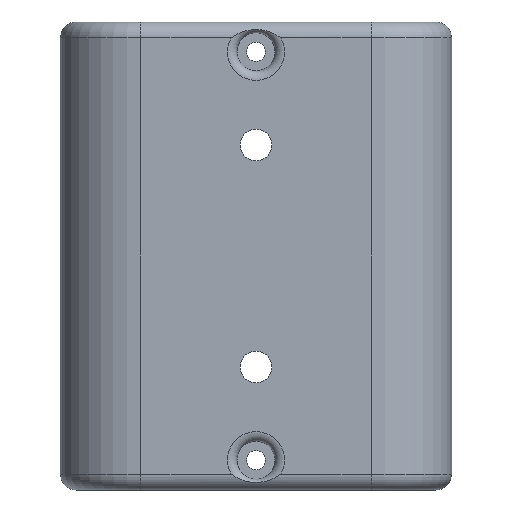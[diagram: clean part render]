
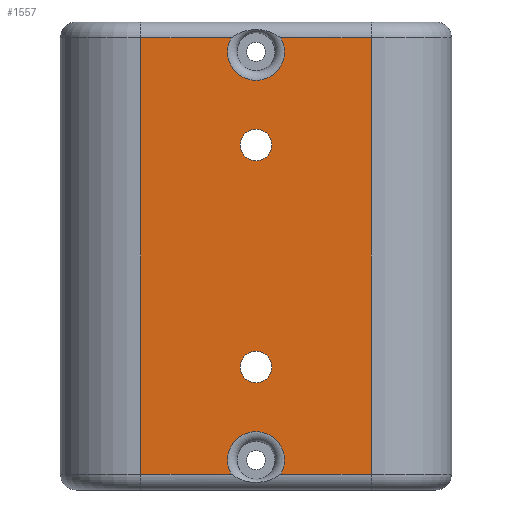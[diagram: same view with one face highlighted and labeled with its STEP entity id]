
A CAD part, front view. The second image highlights one B-rep face of the part: STEP entity #1557.
In plain terms, the highlighted planar face has unit normal (0, -1, 0).
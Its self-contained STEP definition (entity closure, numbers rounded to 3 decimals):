
#27=FACE_BOUND('',#503,.T.);
#28=FACE_BOUND('',#504,.T.);
#44=PLANE('',#1685);
#91=LINE('',#2377,#231);
#93=LINE('',#2381,#233);
#100=LINE('',#2408,#240);
#101=LINE('',#2447,#241);
#103=LINE('',#2451,#243);
#107=LINE('',#2464,#247);
#231=VECTOR('',#1846,10.);
#233=VECTOR('',#1850,10.);
#240=VECTOR('',#1877,10.);
#241=VECTOR('',#1898,10.);
#243=VECTOR('',#1902,10.);
#247=VECTOR('',#1918,10.);
#412=FACE_OUTER_BOUND('',#502,.T.);
#502=EDGE_LOOP('',(#1127,#1128,#1129,#1130,#1131,#1132,#1133,#1134,#1135));
#503=EDGE_LOOP('',(#1136));
#504=EDGE_LOOP('',(#1137));
#606=CIRCLE('',#1670,4.5);
#616=CIRCLE('',#1686,4.5);
#617=CIRCLE('',#1687,4.5);
#618=CIRCLE('',#1688,2.5);
#619=CIRCLE('',#1689,2.5);
#679=VERTEX_POINT('',#2341);
#681=VERTEX_POINT('',#2347);
#683=VERTEX_POINT('',#2363);
#684=VERTEX_POINT('',#2376);
#695=VERTEX_POINT('',#2407);
#699=VERTEX_POINT('',#2422);
#700=VERTEX_POINT('',#2423);
#701=VERTEX_POINT('',#2446);
#706=VERTEX_POINT('',#2466);
#707=VERTEX_POINT('',#2469);
#708=VERTEX_POINT('',#2471);
#835=EDGE_CURVE('',#683,#684,#91,.T.);
#838=EDGE_CURVE('',#679,#681,#93,.T.);
#851=EDGE_CURVE('',#684,#695,#100,.T.);
#853=EDGE_CURVE('',#681,#683,#606,.T.);
#860=EDGE_CURVE('',#700,#701,#101,.T.);
#863=EDGE_CURVE('',#695,#699,#103,.T.);
#870=EDGE_CURVE('',#679,#701,#107,.T.);
#871=EDGE_CURVE('',#706,#700,#616,.T.);
#872=EDGE_CURVE('',#699,#706,#617,.T.);
#873=EDGE_CURVE('',#707,#707,#618,.T.);
#874=EDGE_CURVE('',#708,#708,#619,.T.);
#1127=ORIENTED_EDGE('',*,*,#838,.F.);
#1128=ORIENTED_EDGE('',*,*,#870,.T.);
#1129=ORIENTED_EDGE('',*,*,#860,.F.);
#1130=ORIENTED_EDGE('',*,*,#871,.F.);
#1131=ORIENTED_EDGE('',*,*,#872,.F.);
#1132=ORIENTED_EDGE('',*,*,#863,.F.);
#1133=ORIENTED_EDGE('',*,*,#851,.F.);
#1134=ORIENTED_EDGE('',*,*,#835,.F.);
#1135=ORIENTED_EDGE('',*,*,#853,.F.);
#1136=ORIENTED_EDGE('',*,*,#873,.T.);
#1137=ORIENTED_EDGE('',*,*,#874,.T.);
#1557=ADVANCED_FACE('',(#412,#27,#28),#44,.T.);
#1670=AXIS2_PLACEMENT_3D('',#2411,#1882,#1883);
#1685=AXIS2_PLACEMENT_3D('',#2465,#1919,#1920);
#1686=AXIS2_PLACEMENT_3D('',#2467,#1921,#1922);
#1687=AXIS2_PLACEMENT_3D('',#2468,#1923,#1924);
#1688=AXIS2_PLACEMENT_3D('',#2470,#1925,#1926);
#1689=AXIS2_PLACEMENT_3D('',#2472,#1927,#1928);
#1846=DIRECTION('',(-1.,0.,0.));
#1850=DIRECTION('',(-1.,0.,0.));
#1877=DIRECTION('',(0.,0.,1.));
#1882=DIRECTION('center_axis',(0.,-1.,0.));
#1883=DIRECTION('ref_axis',(1.,0.,0.));
#1898=DIRECTION('',(1.,0.,0.));
#1902=DIRECTION('',(1.,0.,0.));
#1918=DIRECTION('',(0.,0.,1.));
#1919=DIRECTION('center_axis',(0.,-1.,0.));
#1920=DIRECTION('ref_axis',(1.,0.,0.));
#1921=DIRECTION('center_axis',(0.,-1.,0.));
#1922=DIRECTION('ref_axis',(1.,0.,0.));
#1923=DIRECTION('center_axis',(0.,-1.,0.));
#1924=DIRECTION('ref_axis',(1.,0.,0.));
#1925=DIRECTION('center_axis',(0.,1.,0.));
#1926=DIRECTION('ref_axis',(1.,0.,0.));
#1927=DIRECTION('center_axis',(0.,1.,0.));
#1928=DIRECTION('ref_axis',(1.,0.,0.));
#2341=CARTESIAN_POINT('',(-90.714,-12.7,10.5));
#2347=CARTESIAN_POINT('',(-104.932,-12.7,10.5));
#2363=CARTESIAN_POINT('',(-112.783,-12.7,10.5));
#2376=CARTESIAN_POINT('',(-127.,-12.7,10.5));
#2377=CARTESIAN_POINT('',(-63.5,-12.7,10.5));
#2381=CARTESIAN_POINT('',(-63.5,-12.7,10.5));
#2407=CARTESIAN_POINT('',(-127.,-12.7,79.3));
#2408=CARTESIAN_POINT('',(-127.,-12.7,17.4));
#2411=CARTESIAN_POINT('Origin',(-108.857,-12.7,12.7));
#2422=CARTESIAN_POINT('',(-112.783,-12.7,79.3));
#2423=CARTESIAN_POINT('',(-104.932,-12.7,79.3));
#2446=CARTESIAN_POINT('',(-90.714,-12.7,79.3));
#2447=CARTESIAN_POINT('',(-63.5,-12.7,79.3));
#2451=CARTESIAN_POINT('',(-63.5,-12.7,79.3));
#2464=CARTESIAN_POINT('',(-90.714,-12.7,17.4));
#2465=CARTESIAN_POINT('Origin',(-127.,-12.7,17.4));
#2466=CARTESIAN_POINT('',(-108.857,-12.7,72.6));
#2467=CARTESIAN_POINT('Origin',(-108.857,-12.7,77.1));
#2468=CARTESIAN_POINT('Origin',(-108.857,-12.7,77.1));
#2469=CARTESIAN_POINT('',(-111.357,-12.7,27.4));
#2470=CARTESIAN_POINT('Origin',(-108.857,-12.7,27.4));
#2471=CARTESIAN_POINT('',(-111.357,-12.7,62.4));
#2472=CARTESIAN_POINT('Origin',(-108.857,-12.7,62.4));
